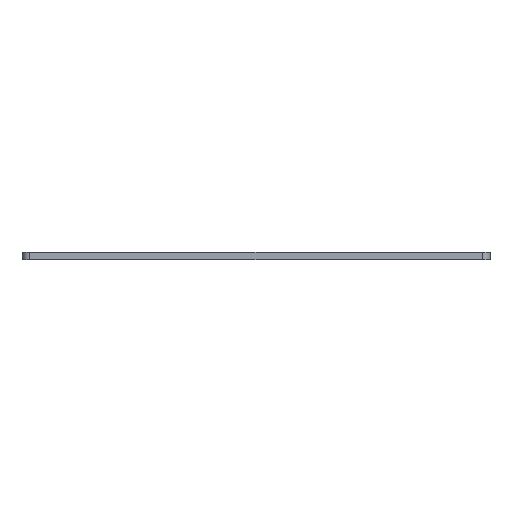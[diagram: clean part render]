
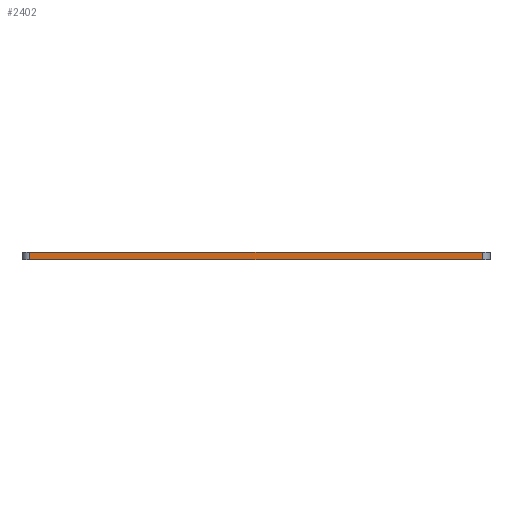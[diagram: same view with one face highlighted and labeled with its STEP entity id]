
A CAD part, left-side view. The second image highlights one B-rep face of the part: STEP entity #2402.
In plain terms, the highlighted planar face has unit normal (-1, 0, 0).
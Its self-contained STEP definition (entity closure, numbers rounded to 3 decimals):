
#436=CARTESIAN_POINT('',(-20.0,-29.,-0.5));
#437=VERTEX_POINT('',#436);
#445=CARTESIAN_POINT('',(-20.0,29.,-0.5));
#446=VERTEX_POINT('',#445);
#447=CARTESIAN_POINT('',(-20.0,29.,-0.5));
#448=DIRECTION('',(0.0,-1.0,0.0));
#449=VECTOR('',#448,58.);
#450=LINE('',#447,#449);
#451=EDGE_CURVE('',#446,#437,#450,.T.);
#1460=CARTESIAN_POINT('',(-20.0,29.,0.5));
#1461=VERTEX_POINT('',#1460);
#1469=CARTESIAN_POINT('',(-20.0,-29.,0.5));
#1470=VERTEX_POINT('',#1469);
#1471=CARTESIAN_POINT('',(-20.0,-29.,0.5));
#1472=DIRECTION('',(0.0,1.0,0.0));
#1473=VECTOR('',#1472,58.);
#1474=LINE('',#1471,#1473);
#1475=EDGE_CURVE('',#1470,#1461,#1474,.T.);
#2377=CARTESIAN_POINT('',(-20.0,-29.,0.5));
#2378=DIRECTION('',(0.0,0.0,-1.0));
#2379=VECTOR('',#2378,1.0);
#2380=LINE('',#2377,#2379);
#2381=EDGE_CURVE('',#1470,#437,#2380,.T.);
#2386=CARTESIAN_POINT('',(-20.0,-30.0,0.0));
#2387=DIRECTION('',(-1.0,0.0,0.0));
#2388=DIRECTION('',(0.0,0.0,1.0));
#2389=AXIS2_PLACEMENT_3D('',#2386,#2387,#2388);
#2390=PLANE('',#2389);
#2391=ORIENTED_EDGE('',*,*,#2381,.F.);
#2392=ORIENTED_EDGE('',*,*,#1475,.T.);
#2393=CARTESIAN_POINT('',(-20.0,29.,-0.5));
#2394=DIRECTION('',(0.0,0.0,1.0));
#2395=VECTOR('',#2394,1.0);
#2396=LINE('',#2393,#2395);
#2397=EDGE_CURVE('',#446,#1461,#2396,.T.);
#2398=ORIENTED_EDGE('',*,*,#2397,.F.);
#2399=ORIENTED_EDGE('',*,*,#451,.T.);
#2400=EDGE_LOOP('',(#2391,#2392,#2398,#2399));
#2401=FACE_OUTER_BOUND('',#2400,.T.);
#2402=ADVANCED_FACE('',(#2401),#2390,.T.);
